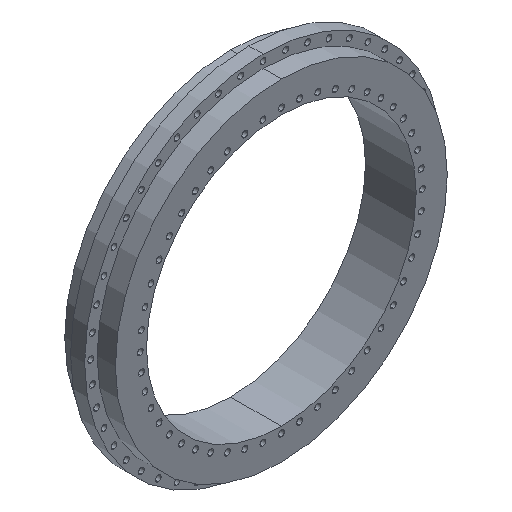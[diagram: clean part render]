
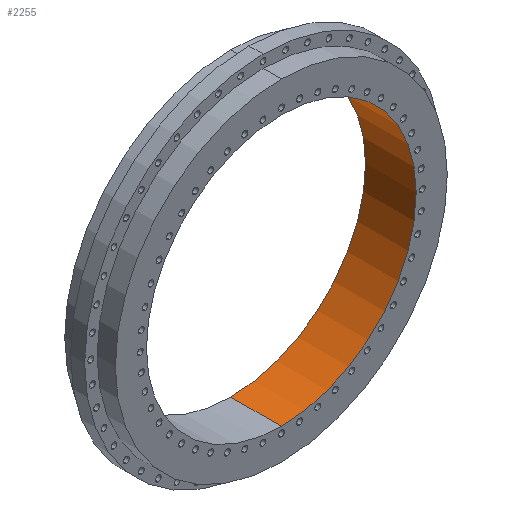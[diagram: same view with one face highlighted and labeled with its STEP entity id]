
A CAD part, isometric view. The second image highlights one B-rep face of the part: STEP entity #2255.
In plain terms, the highlighted cylindrical face has radius 325 mm (diameter 650 mm), a partial arc.
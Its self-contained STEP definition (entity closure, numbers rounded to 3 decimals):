
#674 = VERTEX_POINT ( 'NONE', #5575 ) ;
#677 = EDGE_CURVE ( 'NONE', #759, #754, #5574, .T. ) ;
#680 = EDGE_CURVE ( 'NONE', #674, #753, #5498, .T. ) ;
#753 = VERTEX_POINT ( 'NONE', #5686 ) ;
#754 = VERTEX_POINT ( 'NONE', #5552 ) ;
#759 = VERTEX_POINT ( 'NONE', #5687 ) ;
#2201 = EDGE_CURVE ( 'NONE', #674, #759, #8345, .T. ) ;
#2254 = EDGE_LOOP ( 'NONE', ( #2257, #2259, #2261, #2262 ) ) ;
#2255 = ADVANCED_FACE ( 'NONE', ( #8268 ), #8259, .F. ) ;
#2257 = ORIENTED_EDGE ( 'NONE', *, *, #677, .F. ) ;
#2259 = ORIENTED_EDGE ( 'NONE', *, *, #2201, .F. ) ;
#2260 = EDGE_CURVE ( 'NONE', #753, #754, #8235, .T. ) ;
#2261 = ORIENTED_EDGE ( 'NONE', *, *, #680, .T. ) ;
#2262 = ORIENTED_EDGE ( 'NONE', *, *, #2260, .T. ) ;
#5495 = DIRECTION ( 'NONE',  ( 0., -1., 0. ) ) ;
#5497 = CARTESIAN_POINT ( 'NONE',  ( 0., 0., -325. ) ) ;
#5498 = LINE ( 'NONE', #5497, #5499 ) ;
#5499 = VECTOR ( 'NONE', #5495, 1000. ) ;
#5525 = DIRECTION ( 'NONE',  ( 0., -1., 0. ) ) ;
#5544 = VECTOR ( 'NONE', #5525, 1000. ) ;
#5545 = CARTESIAN_POINT ( 'NONE',  ( 0., 0., 325. ) ) ;
#5552 = CARTESIAN_POINT ( 'NONE',  ( 0., 0., 325. ) ) ;
#5574 = LINE ( 'NONE', #5545, #5544 ) ;
#5575 = CARTESIAN_POINT ( 'NONE',  ( 0., 122., -325. ) ) ;
#5686 = CARTESIAN_POINT ( 'NONE',  ( 0., 0., -325. ) ) ;
#5687 = CARTESIAN_POINT ( 'NONE',  ( 0., 122., 325. ) ) ;
#8232 = DIRECTION ( 'NONE',  ( 0., 0., -1. ) ) ;
#8233 = DIRECTION ( 'NONE',  ( 0., -1., 0. ) ) ;
#8234 = AXIS2_PLACEMENT_3D ( 'NONE', #8238, #8233, #8232 ) ;
#8235 = CIRCLE ( 'NONE', #8234, 325. ) ;
#8238 = CARTESIAN_POINT ( 'NONE',  ( 0., 0., 0. ) ) ;
#8241 = DIRECTION ( 'NONE',  ( 0., -1., 0. ) ) ;
#8242 = DIRECTION ( 'NONE',  ( 0., 0., -1. ) ) ;
#8250 = CARTESIAN_POINT ( 'NONE',  ( 0., 0., 0. ) ) ;
#8252 = AXIS2_PLACEMENT_3D ( 'NONE', #8250, #8241, #8242 ) ;
#8259 = CYLINDRICAL_SURFACE ( 'NONE', #8252, 325. ) ;
#8268 = FACE_OUTER_BOUND ( 'NONE', #2254, .T. ) ;
#8290 = DIRECTION ( 'NONE',  ( 0., 0., -1. ) ) ;
#8291 = DIRECTION ( 'NONE',  ( 0., -1., 0. ) ) ;
#8292 = AXIS2_PLACEMENT_3D ( 'NONE', #8349, #8291, #8290 ) ;
#8345 = CIRCLE ( 'NONE', #8292, 325. ) ;
#8349 = CARTESIAN_POINT ( 'NONE',  ( 0., 122., 0. ) ) ;
